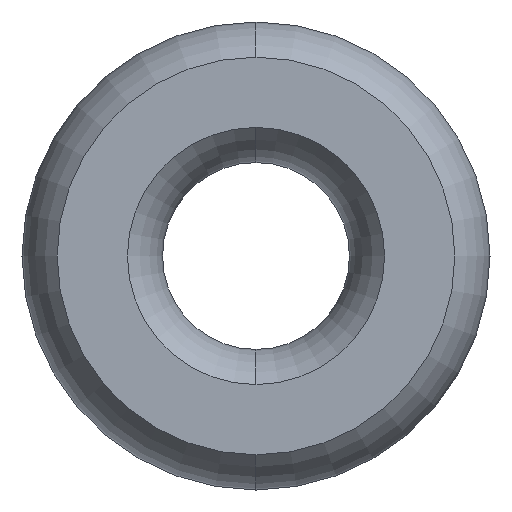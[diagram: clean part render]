
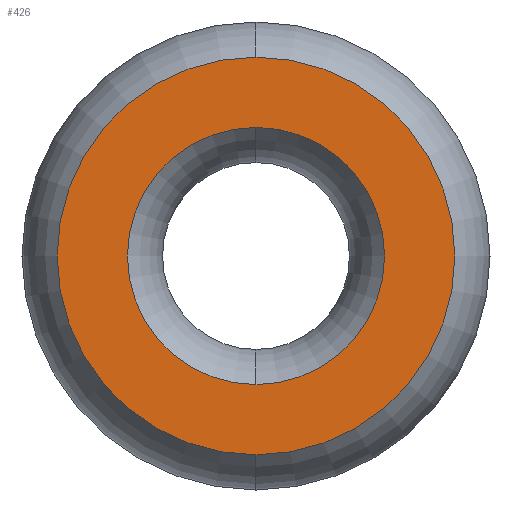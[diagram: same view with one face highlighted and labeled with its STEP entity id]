
A CAD part, left-side view. The second image highlights one B-rep face of the part: STEP entity #426.
In plain terms, the highlighted planar face has unit normal (-1, 0, 0).
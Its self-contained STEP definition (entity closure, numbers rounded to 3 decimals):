
#39 = VERTEX_POINT ( 'NONE', #1356 ) ;
#81 = CARTESIAN_POINT ( 'NONE',  ( 50., 0., 0. ) ) ;
#88 = EDGE_CURVE ( 'NONE', #39, #589, #2115, .T. ) ;
#93 = DIRECTION ( 'NONE',  ( 1., 0., 0. ) ) ;
#118 = DIRECTION ( 'NONE',  ( 0., 0., 1. ) ) ;
#295 = CARTESIAN_POINT ( 'NONE',  ( 50., 0., 0. ) ) ;
#359 = DIRECTION ( 'NONE',  ( 0., 0., 1. ) ) ;
#426 = ADVANCED_FACE ( 'NONE', ( #1691, #591 ), #630, .F. ) ;
#463 = CARTESIAN_POINT ( 'NONE',  ( 50., 0., 3.658 ) ) ;
#534 = DIRECTION ( 'NONE',  ( 0., 0., 1. ) ) ;
#571 = AXIS2_PLACEMENT_3D ( 'NONE', #81, #93, #783 ) ;
#572 = ORIENTED_EDGE ( 'NONE', *, *, #88, .T. ) ;
#573 = DIRECTION ( 'NONE',  ( -1., 0., 0. ) ) ;
#589 = VERTEX_POINT ( 'NONE', #2338 ) ;
#591 = FACE_BOUND ( 'NONE', #1642, .T. ) ;
#630 = PLANE ( 'NONE',  #571 ) ;
#635 = CIRCLE ( 'NONE', #1972, 3.658 ) ;
#704 = EDGE_CURVE ( 'NONE', #2255, #982, #635, .T. ) ;
#714 = EDGE_CURVE ( 'NONE', #589, #39, #934, .T. ) ;
#722 = DIRECTION ( 'NONE',  ( -1., 0., 0. ) ) ;
#765 = AXIS2_PLACEMENT_3D ( 'NONE', #295, #1770, #1396 ) ;
#783 = DIRECTION ( 'NONE',  ( 0., 0., -1. ) ) ;
#886 = AXIS2_PLACEMENT_3D ( 'NONE', #2379, #573, #359 ) ;
#925 = ORIENTED_EDGE ( 'NONE', *, *, #704, .F. ) ;
#934 = CIRCLE ( 'NONE', #886, 5.658 ) ;
#982 = VERTEX_POINT ( 'NONE', #463 ) ;
#1006 = EDGE_LOOP ( 'NONE', ( #572, #1513 ) ) ;
#1026 = CARTESIAN_POINT ( 'NONE',  ( 50., 0., 0. ) ) ;
#1053 = EDGE_CURVE ( 'NONE', #982, #2255, #1495, .T. ) ;
#1356 = CARTESIAN_POINT ( 'NONE',  ( 50., 0., 5.658 ) ) ;
#1396 = DIRECTION ( 'NONE',  ( 0., 0., 1. ) ) ;
#1483 = CARTESIAN_POINT ( 'NONE',  ( 50., 0., 0. ) ) ;
#1495 = CIRCLE ( 'NONE', #2316, 3.658 ) ;
#1513 = ORIENTED_EDGE ( 'NONE', *, *, #714, .T. ) ;
#1575 = DIRECTION ( 'NONE',  ( -1., 0., 0. ) ) ;
#1642 = EDGE_LOOP ( 'NONE', ( #2072, #925 ) ) ;
#1691 = FACE_OUTER_BOUND ( 'NONE', #1006, .T. ) ;
#1770 = DIRECTION ( 'NONE',  ( -1., 0., 0. ) ) ;
#1944 = CARTESIAN_POINT ( 'NONE',  ( 50., 0., -3.658 ) ) ;
#1972 = AXIS2_PLACEMENT_3D ( 'NONE', #1483, #722, #534 ) ;
#2072 = ORIENTED_EDGE ( 'NONE', *, *, #1053, .F. ) ;
#2115 = CIRCLE ( 'NONE', #765, 5.658 ) ;
#2255 = VERTEX_POINT ( 'NONE', #1944 ) ;
#2316 = AXIS2_PLACEMENT_3D ( 'NONE', #1026, #1575, #118 ) ;
#2338 = CARTESIAN_POINT ( 'NONE',  ( 50., 0., -5.658 ) ) ;
#2379 = CARTESIAN_POINT ( 'NONE',  ( 50., 0., 0. ) ) ;
